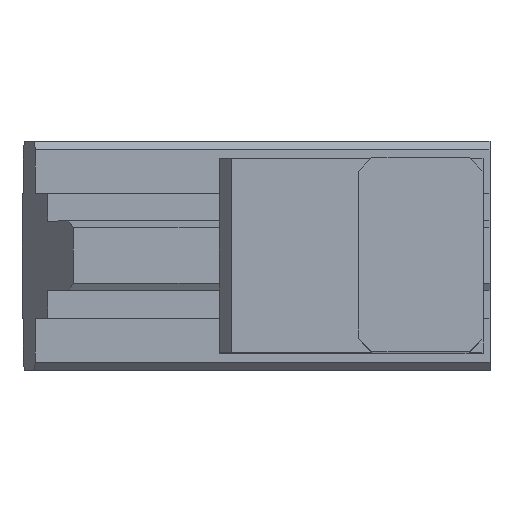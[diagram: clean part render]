
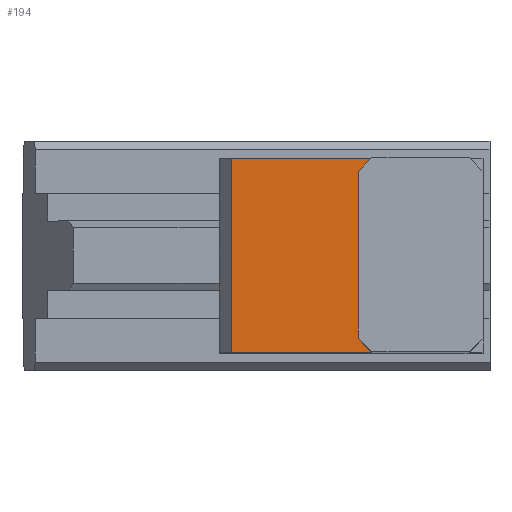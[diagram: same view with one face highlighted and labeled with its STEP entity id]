
A CAD part, top view. The second image highlights one B-rep face of the part: STEP entity #194.
In plain terms, the highlighted planar face has unit normal (0, 0, 1).
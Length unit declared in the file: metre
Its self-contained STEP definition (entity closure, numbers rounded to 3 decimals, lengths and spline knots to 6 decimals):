
#194 = ADVANCED_FACE( '', ( #441 ), #442, .F. );
#441 = FACE_OUTER_BOUND( '', #738, .T. );
#442 = PLANE( '', #739 );
#738 = EDGE_LOOP( '', ( #1254, #1255, #1256, #1257, #1258, #1259 ) );
#739 = AXIS2_PLACEMENT_3D( '', #1260, #1261, #1262 );
#1254 = ORIENTED_EDGE( '', *, *, #1756, .F. );
#1255 = ORIENTED_EDGE( '', *, *, #1607, .F. );
#1256 = ORIENTED_EDGE( '', *, *, #1777, .F. );
#1257 = ORIENTED_EDGE( '', *, *, #1802, .F. );
#1258 = ORIENTED_EDGE( '', *, *, #1803, .F. );
#1259 = ORIENTED_EDGE( '', *, *, #1804, .F. );
#1260 = CARTESIAN_POINT( '', ( -0.008863, 0.038724, 0.624365 ) );
#1261 = DIRECTION( '', ( 0., 0., -1. ) );
#1262 = DIRECTION( '', ( 0., -1., 0. ) );
#1607 = EDGE_CURVE( '', #1887, #1882, #1889, .T. );
#1756 = EDGE_CURVE( '', #1882, #2139, #2140, .T. );
#1777 = EDGE_CURVE( '', #2168, #1887, #2170, .T. );
#1802 = EDGE_CURVE( '', #2202, #2168, #2203, .F. );
#1803 = EDGE_CURVE( '', #2204, #2202, #2205, .F. );
#1804 = EDGE_CURVE( '', #2139, #2204, #2206, .T. );
#1882 = VERTEX_POINT( '', #2295 );
#1887 = VERTEX_POINT( '', #2302 );
#1889 = LINE( '', #2305, #2306 );
#2139 = VERTEX_POINT( '', #2689 );
#2140 = LINE( '', #2690, #2691 );
#2168 = VERTEX_POINT( '', #2726 );
#2170 = LINE( '', #2729, #2730 );
#2202 = VERTEX_POINT( '', #2776 );
#2203 = LINE( '', #2777, #2778 );
#2204 = VERTEX_POINT( '', #2779 );
#2205 = LINE( '', #2780, #2781 );
#2206 = LINE( '', #2782, #2783 );
#2295 = CARTESIAN_POINT( '', ( -0.008863, 0.032724, 0.624365 ) );
#2302 = CARTESIAN_POINT( '', ( -0.008863, 0.044724, 0.624365 ) );
#2305 = CARTESIAN_POINT( '', ( -0.008863, 0.038724, 0.624365 ) );
#2306 = VECTOR( '', #2901, 1. );
#2689 = CARTESIAN_POINT( '', ( -0.007863, 0.031724, 0.624365 ) );
#2690 = CARTESIAN_POINT( '', ( -0.008863, 0.032724, 0.624365 ) );
#2691 = VECTOR( '', #3055, 1. );
#2726 = CARTESIAN_POINT( '', ( -0.007863, 0.045724, 0.624365 ) );
#2729 = CARTESIAN_POINT( '', ( -0.007863, 0.045724, 0.624365 ) );
#2730 = VECTOR( '', #3082, 1. );
#2776 = CARTESIAN_POINT( '', ( -0.017981, 0.045724, 0.624365 ) );
#2777 = CARTESIAN_POINT( '', ( 0.000137, 0.045724, 0.624365 ) );
#2778 = VECTOR( '', #3103, 1. );
#2779 = CARTESIAN_POINT( '', ( -0.017981, 0.031724, 0.624365 ) );
#2780 = CARTESIAN_POINT( '', ( -0.017981, 0.038724, 0.624365 ) );
#2781 = VECTOR( '', #3104, 1. );
#2782 = CARTESIAN_POINT( '', ( 0.000137, 0.031724, 0.624365 ) );
#2783 = VECTOR( '', #3105, 1. );
#2901 = DIRECTION( '', ( 0., -1., 0. ) );
#3055 = DIRECTION( '', ( 0.707, -0.707, 0. ) );
#3082 = DIRECTION( '', ( -0.707, -0.707, 0. ) );
#3103 = DIRECTION( '', ( -1., 0., 0. ) );
#3104 = DIRECTION( '', ( 0., -1., 0. ) );
#3105 = DIRECTION( '', ( -1., 0., 0. ) );
